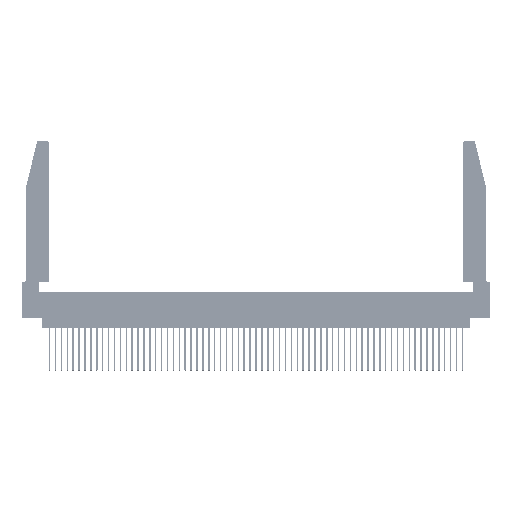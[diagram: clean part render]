
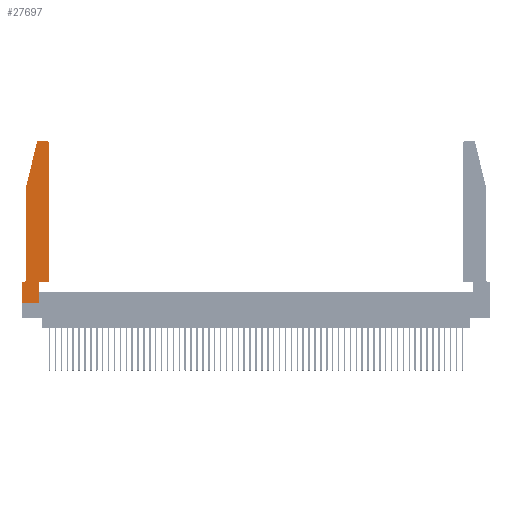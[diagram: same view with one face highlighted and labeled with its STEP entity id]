
A CAD part, top view. The second image highlights one B-rep face of the part: STEP entity #27697.
In plain terms, the highlighted planar face has unit normal (0, 0, 1).
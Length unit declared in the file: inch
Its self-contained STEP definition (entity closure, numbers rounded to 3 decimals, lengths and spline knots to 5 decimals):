
#1145 = DIRECTION ( 'NONE',  ( 1., 0., 0. ) ) ;
#1155 = CARTESIAN_POINT ( 'NONE',  ( 0.284, 2.72, 0.37 ) ) ;
#1727 = AXIS2_PLACEMENT_3D ( 'NONE', #17732, #48437, #22226 ) ;
#1973 = LINE ( 'NONE', #12475, #24040 ) ;
#2000 = ORIENTED_EDGE ( 'NONE', *, *, #29242, .T. ) ;
#2552 = CARTESIAN_POINT ( 'NONE',  ( 0.4205, 2.72, 0.37 ) ) ;
#2687 = DIRECTION ( 'NONE',  ( -1., 0., 0. ) ) ;
#2734 = LINE ( 'NONE', #36544, #46673 ) ;
#2986 = CARTESIAN_POINT ( 'NONE',  ( 0.2865, 0., 0.37 ) ) ;
#3168 = DIRECTION ( 'NONE',  ( 0., -1., 0. ) ) ;
#3484 = VERTEX_POINT ( 'NONE', #11993 ) ;
#4753 = VERTEX_POINT ( 'NONE', #42271 ) ;
#5406 = ORIENTED_EDGE ( 'NONE', *, *, #41989, .T. ) ;
#5559 = DIRECTION ( 'NONE',  ( 1., 0., 0. ) ) ;
#5739 = DIRECTION ( 'NONE',  ( 0., 1., 0. ) ) ;
#5942 = CARTESIAN_POINT ( 'NONE',  ( 0., 0.35, 0.37 ) ) ;
#6284 = AXIS2_PLACEMENT_3D ( 'NONE', #19497, #15161, #45917 ) ;
#6339 = VECTOR ( 'NONE', #1145, 39.37008 ) ;
#6376 = EDGE_CURVE ( 'NONE', #55036, #55241, #52258, .T. ) ;
#6929 = DIRECTION ( 'NONE',  ( 1., 0., 0. ) ) ;
#7425 = ORIENTED_EDGE ( 'NONE', *, *, #45150, .T. ) ;
#7646 = EDGE_CURVE ( 'NONE', #24829, #33140, #44605, .T. ) ;
#9284 = AXIS2_PLACEMENT_3D ( 'NONE', #2552, #33373, #6929 ) ;
#10100 = LINE ( 'NONE', #46621, #32275 ) ;
#11993 = CARTESIAN_POINT ( 'NONE',  ( 0., 0., 0.37 ) ) ;
#12442 = FACE_OUTER_BOUND ( 'NONE', #26942, .T. ) ;
#12475 = CARTESIAN_POINT ( 'NONE',  ( 0.0755, 2., 0.37 ) ) ;
#12584 = CARTESIAN_POINT ( 'NONE',  ( 0.4205, 2.75, 0.37 ) ) ;
#13539 = CARTESIAN_POINT ( 'NONE',  ( 0.25487, 2.72718, 0.37 ) ) ;
#13673 = ORIENTED_EDGE ( 'NONE', *, *, #14245, .T. ) ;
#14245 = EDGE_CURVE ( 'NONE', #34887, #51946, #2734, .T. ) ;
#14483 = VECTOR ( 'NONE', #32702, 39.37008 ) ;
#14872 = CARTESIAN_POINT ( 'NONE',  ( 0.4505, 0.35, 0.37 ) ) ;
#15161 = DIRECTION ( 'NONE',  ( 0., 0., 1. ) ) ;
#16919 = DIRECTION ( 'NONE',  ( -0.239, -0.971, 0. ) ) ;
#17732 = CARTESIAN_POINT ( 'NONE',  ( 0.0055, 0.42, 0.37 ) ) ;
#18041 = LINE ( 'NONE', #18641, #6339 ) ;
#18641 = CARTESIAN_POINT ( 'NONE',  ( 0., 0., 0.37 ) ) ;
#19497 = CARTESIAN_POINT ( 'NONE',  ( 0., 0.35, 0.37 ) ) ;
#20203 = CARTESIAN_POINT ( 'NONE',  ( 0.2605, 2.75, 0.37 ) ) ;
#21493 = VECTOR ( 'NONE', #41920, 39.37008 ) ;
#21907 = VECTOR ( 'NONE', #2687, 39.37008 ) ;
#22226 = DIRECTION ( 'NONE',  ( -1., 0., 0. ) ) ;
#23391 = VECTOR ( 'NONE', #3168, 39.37008 ) ;
#24040 = VECTOR ( 'NONE', #16919, 39.37008 ) ;
#24132 = ORIENTED_EDGE ( 'NONE', *, *, #38977, .T. ) ;
#24824 = ORIENTED_EDGE ( 'NONE', *, *, #7646, .T. ) ;
#24829 = VERTEX_POINT ( 'NONE', #52050 ) ;
#25010 = VERTEX_POINT ( 'NONE', #53169 ) ;
#26942 = EDGE_LOOP ( 'NONE', ( #7425, #35926, #5406, #2000, #39827, #24824, #41904, #24132, #13673, #42620, #46706, #52163 ) ) ;
#27697 = ADVANCED_FACE ( 'NONE', ( #12442 ), #28449, .T. ) ;
#27761 = EDGE_CURVE ( 'NONE', #51946, #55036, #56337, .T. ) ;
#28449 = PLANE ( 'NONE',  #6284 ) ;
#29242 = EDGE_CURVE ( 'NONE', #25010, #31829, #36435, .T. ) ;
#30691 = EDGE_CURVE ( 'NONE', #55241, #34399, #38263, .T. ) ;
#31690 = VECTOR ( 'NONE', #41692, 39.37008 ) ;
#31829 = VERTEX_POINT ( 'NONE', #44855 ) ;
#32006 = DIRECTION ( 'NONE',  ( 0., 0., 1. ) ) ;
#32275 = VECTOR ( 'NONE', #37856, 39.37008 ) ;
#32702 = DIRECTION ( 'NONE',  ( 0., 1., 0. ) ) ;
#33140 = VERTEX_POINT ( 'NONE', #5942 ) ;
#33373 = DIRECTION ( 'NONE',  ( 0., 0., 1. ) ) ;
#33616 = LINE ( 'NONE', #20203, #21907 ) ;
#34399 = VERTEX_POINT ( 'NONE', #12584 ) ;
#34887 = VERTEX_POINT ( 'NONE', #2986 ) ;
#35926 = ORIENTED_EDGE ( 'NONE', *, *, #36966, .T. ) ;
#36435 = LINE ( 'NONE', #46922, #23391 ) ;
#36544 = CARTESIAN_POINT ( 'NONE',  ( 0.2865, 0.35, 0.37 ) ) ;
#36966 = EDGE_CURVE ( 'NONE', #4753, #53649, #52533, .T. ) ;
#37532 = CARTESIAN_POINT ( 'NONE',  ( 0.4505, 0.35, 0.37 ) ) ;
#37600 = AXIS2_PLACEMENT_3D ( 'NONE', #1155, #32006, #5559 ) ;
#37856 = DIRECTION ( 'NONE',  ( 0., -1., 0. ) ) ;
#38263 = CIRCLE ( 'NONE', #9284, 0.03 ) ;
#38977 = EDGE_CURVE ( 'NONE', #3484, #34887, #18041, .T. ) ;
#39827 = ORIENTED_EDGE ( 'NONE', *, *, #55841, .T. ) ;
#40504 = CARTESIAN_POINT ( 'NONE',  ( 0.2865, 0.35, 0.37 ) ) ;
#41692 = DIRECTION ( 'NONE',  ( -1., 0., 0. ) ) ;
#41904 = ORIENTED_EDGE ( 'NONE', *, *, #45161, .T. ) ;
#41920 = DIRECTION ( 'NONE',  ( 1., 0., 0. ) ) ;
#41989 = EDGE_CURVE ( 'NONE', #53649, #25010, #1973, .T. ) ;
#42271 = CARTESIAN_POINT ( 'NONE',  ( 0.284, 2.75, 0.37 ) ) ;
#42620 = ORIENTED_EDGE ( 'NONE', *, *, #27761, .T. ) ;
#44605 = LINE ( 'NONE', #50447, #31690 ) ;
#44855 = CARTESIAN_POINT ( 'NONE',  ( 0.0755, 0.42, 0.37 ) ) ;
#45150 = EDGE_CURVE ( 'NONE', #34399, #4753, #33616, .T. ) ;
#45161 = EDGE_CURVE ( 'NONE', #33140, #3484, #10100, .T. ) ;
#45917 = DIRECTION ( 'NONE',  ( 1., 0., 0. ) ) ;
#46211 = CARTESIAN_POINT ( 'NONE',  ( 0.4505, 0.35, 0.37 ) ) ;
#46621 = CARTESIAN_POINT ( 'NONE',  ( 0., 0., 0.37 ) ) ;
#46673 = VECTOR ( 'NONE', #5739, 39.37008 ) ;
#46706 = ORIENTED_EDGE ( 'NONE', *, *, #6376, .T. ) ;
#46922 = CARTESIAN_POINT ( 'NONE',  ( 0.0755, 2., 0.37 ) ) ;
#48437 = DIRECTION ( 'NONE',  ( 0., 0., -1. ) ) ;
#50447 = CARTESIAN_POINT ( 'NONE',  ( 0.0755, 0.35, 0.37 ) ) ;
#51946 = VERTEX_POINT ( 'NONE', #40504 ) ;
#52050 = CARTESIAN_POINT ( 'NONE',  ( 0.0055, 0.35, 0.37 ) ) ;
#52089 = CARTESIAN_POINT ( 'NONE',  ( 0.4505, 2.72, 0.37 ) ) ;
#52163 = ORIENTED_EDGE ( 'NONE', *, *, #30691, .T. ) ;
#52258 = LINE ( 'NONE', #14872, #14483 ) ;
#52533 = CIRCLE ( 'NONE', #37600, 0.03 ) ;
#53169 = CARTESIAN_POINT ( 'NONE',  ( 0.0755, 2., 0.37 ) ) ;
#53649 = VERTEX_POINT ( 'NONE', #13539 ) ;
#55036 = VERTEX_POINT ( 'NONE', #46211 ) ;
#55093 = CIRCLE ( 'NONE', #1727, 0.07 ) ;
#55241 = VERTEX_POINT ( 'NONE', #52089 ) ;
#55841 = EDGE_CURVE ( 'NONE', #31829, #24829, #55093, .T. ) ;
#56337 = LINE ( 'NONE', #37532, #21493 ) ;
